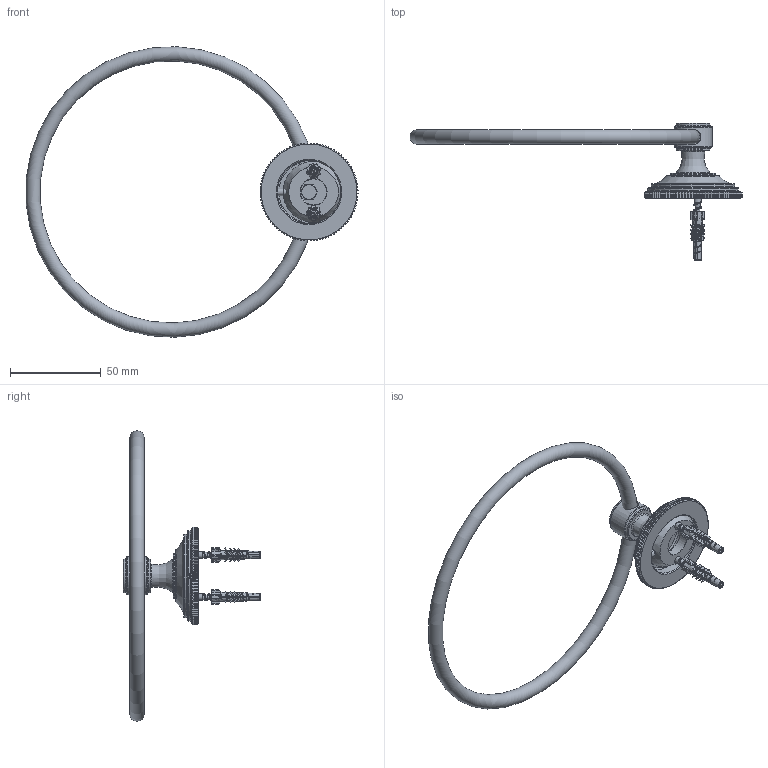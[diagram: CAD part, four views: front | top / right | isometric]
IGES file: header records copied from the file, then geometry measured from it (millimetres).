
Global section: file name: No Iges File Name specified; native system: Autodesk Inventor 2012; preprocessor: AutoDesk Inventor Iges Exporter R2012; author: adaniels; date: 20130320.075758; units: millimetre
Bounding box: 183.12 x 75.7 x 160.21 mm (x, y, z)
Volume: 46207.6 mm3; surface area: 27759.4 mm2
Topology: 10 solids, 10 shells, 1080 faces, 2731 edges, 1665 vertices
Faces by surface type: plane 642, cone 216, cylinder 133, revolution 72, torus 13, bspline 4
Full cylindrical faces by diameter (mm): 3.92 x2, 4 x1, 5 x1, 6.88 x1, 8.2 x2, 18.6 x2, 21 x1, 25 x1, 46 x1, 50 x1
